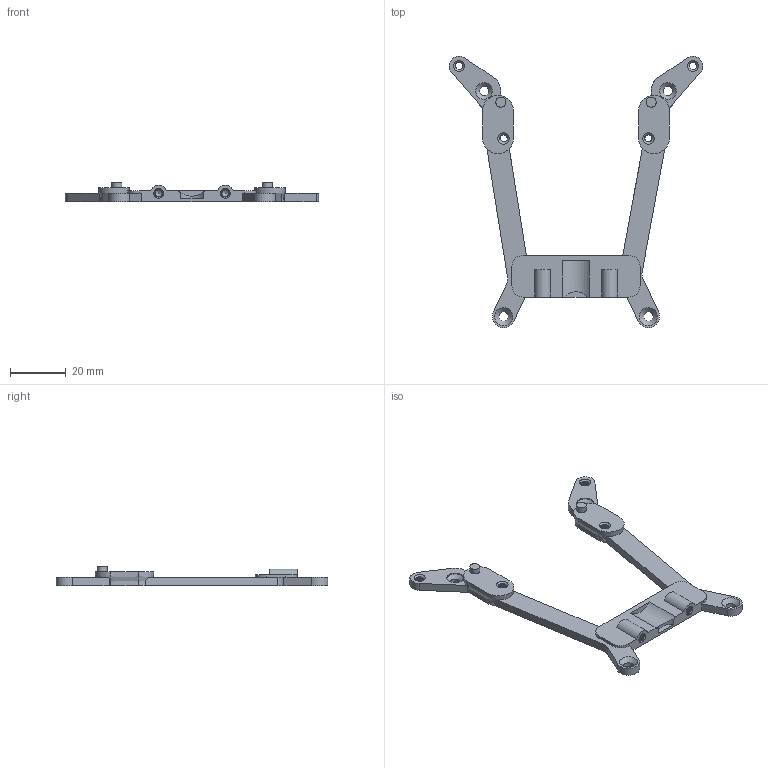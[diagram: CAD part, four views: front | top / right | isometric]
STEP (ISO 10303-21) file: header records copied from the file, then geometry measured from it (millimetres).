
FILE_DESCRIPTION(('FreeCAD Model'),'2;1');
FILE_NAME('Open CASCADE Shape Model','2024-09-14T21:29:03',(''),(''), 'Open CASCADE STEP processor 7.8','FreeCAD','Unknown');
FILE_SCHEMA(('AUTOMOTIVE_DESIGN { 1 0 10303 214 1 1 1 1 }'));
Length unit declared in the file: millimetre
Products named in the file (1): Hole144
Bounding box: 91 x 97.47 x 7 mm (x, y, z)
Volume: 7834.9 mm3; surface area: 6821 mm2
Topology: 1 solids, 1 shells, 317 faces, 801 edges, 490 vertices
Faces by surface type: bspline 202, cylinder 67, plane 34, cone 14
Full cylindrical faces by diameter (mm): 2.52 x28, 2.6 x4, 3.4 x4, 3.6 x2, 6 x2
Entity records: 29686 total; most frequent: CARTESIAN_POINT 23772, ORIENTED_EDGE 1598, EDGE_CURVE 799, DIRECTION 555, B_SPLINE_CURVE_WITH_KNOTS 550, VERTEX_POINT 490, FACE_BOUND 339, EDGE_LOOP 339
